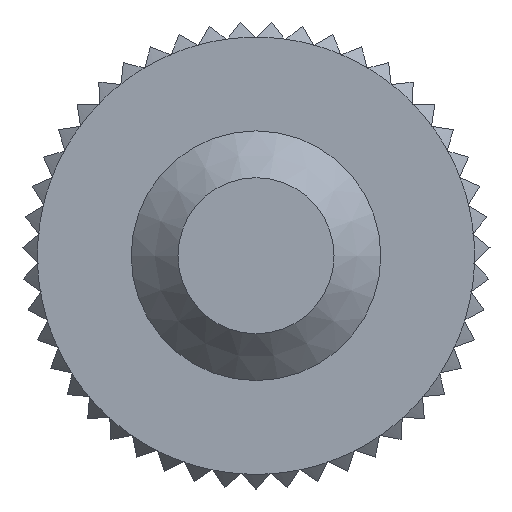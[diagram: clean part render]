
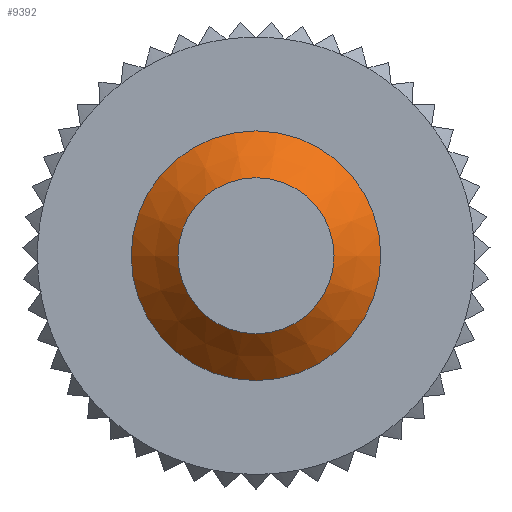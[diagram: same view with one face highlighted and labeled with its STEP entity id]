
A CAD part, front view. The second image highlights one B-rep face of the part: STEP entity #9392.
In plain terms, the highlighted conical face has half-angle 45 degrees and reference radius 3.25 mm.
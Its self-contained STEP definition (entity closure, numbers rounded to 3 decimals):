
#9365=CARTESIAN_POINT('',(0.0,-16.25,0.0));
#9366=DIRECTION('',(0.0,1.0,0.0));
#9367=DIRECTION('',(1.0,0.0,0.0));
#9368=AXIS2_PLACEMENT_3D('',#9365,#9366,#9367);
#9369=CONICAL_SURFACE('',#9368,3.25,45.);
#9370=CARTESIAN_POINT('',(-2.5,-17.0,0.));
#9371=VERTEX_POINT('',#9370);
#9372=CARTESIAN_POINT('',(0.0,-17.0,0.0));
#9373=DIRECTION('',(0.0,1.0,0.0));
#9374=DIRECTION('',(1.0,0.0,0.0));
#9375=AXIS2_PLACEMENT_3D('',#9372,#9373,#9374);
#9376=CIRCLE('',#9375,2.5);
#9377=EDGE_CURVE('',#9371,#9371,#9376,.T.);
#9378=ORIENTED_EDGE('',*,*,#9377,.T.);
#9379=EDGE_LOOP('',(#9378));
#9380=FACE_OUTER_BOUND('',#9379,.T.);
#9381=CARTESIAN_POINT('',(-4.0,-15.5,0.));
#9382=VERTEX_POINT('',#9381);
#9383=CARTESIAN_POINT('',(0.0,-15.5,0.0));
#9384=DIRECTION('',(0.0,-1.0,0.0));
#9385=DIRECTION('',(1.0,0.0,0.0));
#9386=AXIS2_PLACEMENT_3D('',#9383,#9384,#9385);
#9387=CIRCLE('',#9386,4.0);
#9388=EDGE_CURVE('',#9382,#9382,#9387,.T.);
#9389=ORIENTED_EDGE('',*,*,#9388,.T.);
#9390=EDGE_LOOP('',(#9389));
#9391=FACE_BOUND('',#9390,.T.);
#9392=ADVANCED_FACE('',(#9380,#9391),#9369,.T.);
